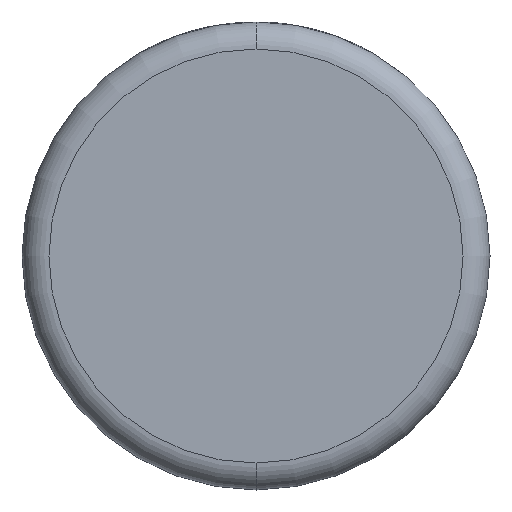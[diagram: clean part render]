
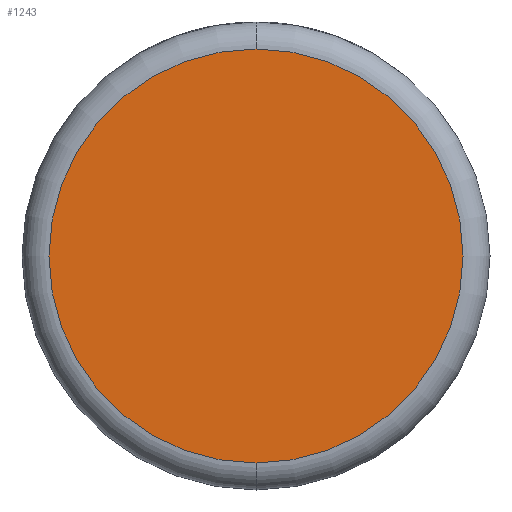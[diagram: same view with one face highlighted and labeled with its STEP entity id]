
A CAD part, front view. The second image highlights one B-rep face of the part: STEP entity #1243.
In plain terms, the highlighted planar face has unit normal (0, -1, 0).
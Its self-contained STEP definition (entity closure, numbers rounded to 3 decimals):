
#147 = PLANE ( 'NONE',  #659 ) ;
#233 = DIRECTION ( 'NONE',  ( 0., -1., 0. ) ) ;
#271 = VERTEX_POINT ( 'NONE', #504 ) ;
#459 = CIRCLE ( 'NONE', #3600, 15.705 ) ;
#504 = CARTESIAN_POINT ( 'NONE',  ( 0., 0., -15.705 ) ) ;
#659 = AXIS2_PLACEMENT_3D ( 'NONE', #1688, #1709, #3619 ) ;
#1243 = ADVANCED_FACE ( 'NONE', ( #2126 ), #147, .F. ) ;
#1352 = CARTESIAN_POINT ( 'NONE',  ( 0., 0., 0. ) ) ;
#1364 = DIRECTION ( 'NONE',  ( 0., 0., 1. ) ) ;
#1688 = CARTESIAN_POINT ( 'NONE',  ( 0., 0., 0. ) ) ;
#1709 = DIRECTION ( 'NONE',  ( 0., 1., 0. ) ) ;
#1733 = EDGE_CURVE ( 'NONE', #271, #2079, #2588, .T. ) ;
#2005 = CARTESIAN_POINT ( 'NONE',  ( 0., 0., 15.705 ) ) ;
#2013 = AXIS2_PLACEMENT_3D ( 'NONE', #4320, #233, #1364 ) ;
#2079 = VERTEX_POINT ( 'NONE', #2005 ) ;
#2126 = FACE_OUTER_BOUND ( 'NONE', #3390, .T. ) ;
#2301 = EDGE_CURVE ( 'NONE', #2079, #271, #459, .T. ) ;
#2588 = CIRCLE ( 'NONE', #2013, 15.705 ) ;
#2966 = ORIENTED_EDGE ( 'NONE', *, *, #2301, .T. ) ;
#3043 = DIRECTION ( 'NONE',  ( 0., 0., 1. ) ) ;
#3133 = ORIENTED_EDGE ( 'NONE', *, *, #1733, .T. ) ;
#3390 = EDGE_LOOP ( 'NONE', ( #2966, #3133 ) ) ;
#3600 = AXIS2_PLACEMENT_3D ( 'NONE', #1352, #4350, #3043 ) ;
#3619 = DIRECTION ( 'NONE',  ( 0., 0., 1. ) ) ;
#4320 = CARTESIAN_POINT ( 'NONE',  ( 0., 0., 0. ) ) ;
#4350 = DIRECTION ( 'NONE',  ( 0., -1., 0. ) ) ;
